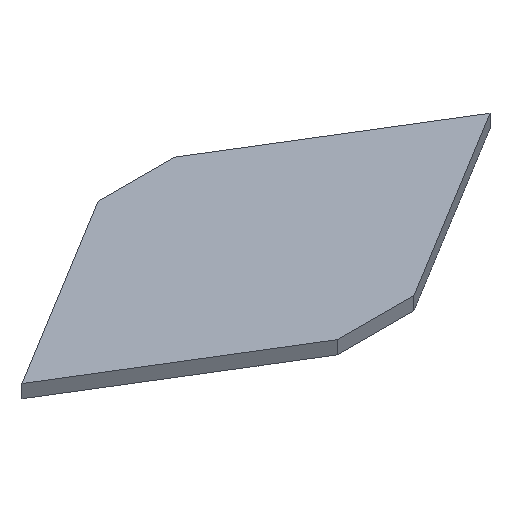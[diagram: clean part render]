
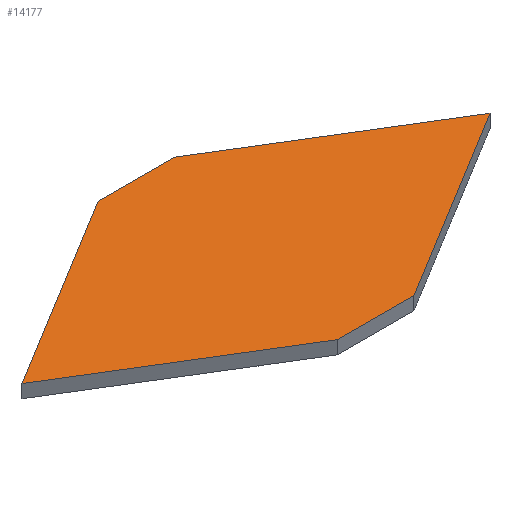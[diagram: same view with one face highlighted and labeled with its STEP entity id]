
A CAD part, isometric view. The second image highlights one B-rep face of the part: STEP entity #14177.
In plain terms, the highlighted planar face has unit normal (0, 0, 1).
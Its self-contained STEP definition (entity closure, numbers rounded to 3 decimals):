
#13709 = VERTEX_POINT('',#13710);
#13710 = CARTESIAN_POINT('',(169.009,-88.896,1.6));
#13717 = PLANE('',#13718);
#13718 = AXIS2_PLACEMENT_3D('',#13719,#13720,#13721);
#13719 = CARTESIAN_POINT('',(169.009,-88.896,0.));
#13720 = DIRECTION('',(0.522,-0.853,0.));
#13721 = DIRECTION('',(-0.853,-0.522,0.));
#13729 = PLANE('',#13730);
#13730 = AXIS2_PLACEMENT_3D('',#13731,#13732,#13733);
#13731 = CARTESIAN_POINT('',(145.154,-74.294,0.));
#13732 = DIRECTION('',(0.522,0.853,0.));
#13733 = DIRECTION('',(0.853,-0.522,0.));
#13741 = EDGE_CURVE('',#13709,#13742,#13744,.T.);
#13742 = VERTEX_POINT('',#13743);
#13743 = CARTESIAN_POINT('',(145.154,-103.498,1.6));
#13744 = SURFACE_CURVE('',#13745,(#13749,#13756),.PCURVE_S1.);
#13745 = LINE('',#13746,#13747);
#13746 = CARTESIAN_POINT('',(169.009,-88.896,1.6));
#13747 = VECTOR('',#13748,1.);
#13748 = DIRECTION('',(-0.853,-0.522,0.));
#13749 = PCURVE('',#13717,#13750);
#13750 = DEFINITIONAL_REPRESENTATION('',(#13751),#13755);
#13751 = LINE('',#13752,#13753);
#13752 = CARTESIAN_POINT('',(0.,-1.6));
#13753 = VECTOR('',#13754,1.);
#13754 = DIRECTION('',(1.,0.));
#13755 = ( GEOMETRIC_REPRESENTATION_CONTEXT(2) 
PARAMETRIC_REPRESENTATION_CONTEXT() REPRESENTATION_CONTEXT('2D SPACE',''
  ) );
#13756 = PCURVE('',#13757,#13762);
#13757 = PLANE('',#13758);
#13758 = AXIS2_PLACEMENT_3D('',#13759,#13760,#13761);
#13759 = CARTESIAN_POINT('',(140.527,-88.896,1.6));
#13760 = DIRECTION('',(0.,0.,-1.));
#13761 = DIRECTION('',(-1.,0.,0.));
#13762 = DEFINITIONAL_REPRESENTATION('',(#13763),#13767);
#13763 = LINE('',#13764,#13765);
#13764 = CARTESIAN_POINT('',(-28.482,0.));
#13765 = VECTOR('',#13766,1.);
#13766 = DIRECTION('',(0.853,-0.522));
#13767 = ( GEOMETRIC_REPRESENTATION_CONTEXT(2) 
PARAMETRIC_REPRESENTATION_CONTEXT() REPRESENTATION_CONTEXT('2D SPACE',''
  ) );
#13785 = PLANE('',#13786);
#13786 = AXIS2_PLACEMENT_3D('',#13787,#13788,#13789);
#13787 = CARTESIAN_POINT('',(145.154,-103.498,0.));
#13788 = DIRECTION('',(0.,-1.,0.));
#13789 = DIRECTION('',(-1.,0.,0.));
#13827 = EDGE_CURVE('',#13742,#13828,#13830,.T.);
#13828 = VERTEX_POINT('',#13829);
#13829 = CARTESIAN_POINT('',(135.901,-103.498,1.6));
#13830 = SURFACE_CURVE('',#13831,(#13835,#13842),.PCURVE_S1.);
#13831 = LINE('',#13832,#13833);
#13832 = CARTESIAN_POINT('',(145.154,-103.498,1.6));
#13833 = VECTOR('',#13834,1.);
#13834 = DIRECTION('',(-1.,0.,0.));
#13835 = PCURVE('',#13785,#13836);
#13836 = DEFINITIONAL_REPRESENTATION('',(#13837),#13841);
#13837 = LINE('',#13838,#13839);
#13838 = CARTESIAN_POINT('',(0.,-1.6));
#13839 = VECTOR('',#13840,1.);
#13840 = DIRECTION('',(1.,0.));
#13841 = ( GEOMETRIC_REPRESENTATION_CONTEXT(2) 
PARAMETRIC_REPRESENTATION_CONTEXT() REPRESENTATION_CONTEXT('2D SPACE',''
  ) );
#13842 = PCURVE('',#13757,#13843);
#13843 = DEFINITIONAL_REPRESENTATION('',(#13844),#13848);
#13844 = LINE('',#13845,#13846);
#13845 = CARTESIAN_POINT('',(-4.627,-14.602));
#13846 = VECTOR('',#13847,1.);
#13847 = DIRECTION('',(1.,0.));
#13848 = ( GEOMETRIC_REPRESENTATION_CONTEXT(2) 
PARAMETRIC_REPRESENTATION_CONTEXT() REPRESENTATION_CONTEXT('2D SPACE',''
  ) );
#13866 = PLANE('',#13867);
#13867 = AXIS2_PLACEMENT_3D('',#13868,#13869,#13870);
#13868 = CARTESIAN_POINT('',(135.901,-103.498,0.));
#13869 = DIRECTION('',(-0.522,-0.853,0.));
#13870 = DIRECTION('',(-0.853,0.522,0.));
#13903 = EDGE_CURVE('',#13828,#13904,#13906,.T.);
#13904 = VERTEX_POINT('',#13905);
#13905 = CARTESIAN_POINT('',(112.046,-88.896,1.6));
#13906 = SURFACE_CURVE('',#13907,(#13911,#13918),.PCURVE_S1.);
#13907 = LINE('',#13908,#13909);
#13908 = CARTESIAN_POINT('',(135.901,-103.498,1.6));
#13909 = VECTOR('',#13910,1.);
#13910 = DIRECTION('',(-0.853,0.522,0.));
#13911 = PCURVE('',#13866,#13912);
#13912 = DEFINITIONAL_REPRESENTATION('',(#13913),#13917);
#13913 = LINE('',#13914,#13915);
#13914 = CARTESIAN_POINT('',(0.,-1.6));
#13915 = VECTOR('',#13916,1.);
#13916 = DIRECTION('',(1.,0.));
#13917 = ( GEOMETRIC_REPRESENTATION_CONTEXT(2) 
PARAMETRIC_REPRESENTATION_CONTEXT() REPRESENTATION_CONTEXT('2D SPACE',''
  ) );
#13918 = PCURVE('',#13757,#13919);
#13919 = DEFINITIONAL_REPRESENTATION('',(#13920),#13924);
#13920 = LINE('',#13921,#13922);
#13921 = CARTESIAN_POINT('',(4.627,-14.602));
#13922 = VECTOR('',#13923,1.);
#13923 = DIRECTION('',(0.853,0.522));
#13924 = ( GEOMETRIC_REPRESENTATION_CONTEXT(2) 
PARAMETRIC_REPRESENTATION_CONTEXT() REPRESENTATION_CONTEXT('2D SPACE',''
  ) );
#13942 = PLANE('',#13943);
#13943 = AXIS2_PLACEMENT_3D('',#13944,#13945,#13946);
#13944 = CARTESIAN_POINT('',(112.046,-88.896,0.));
#13945 = DIRECTION('',(-0.522,0.853,0.));
#13946 = DIRECTION('',(0.853,0.522,0.));
#13979 = EDGE_CURVE('',#13904,#13980,#13982,.T.);
#13980 = VERTEX_POINT('',#13981);
#13981 = CARTESIAN_POINT('',(135.901,-74.294,1.6));
#13982 = SURFACE_CURVE('',#13983,(#13987,#13994),.PCURVE_S1.);
#13983 = LINE('',#13984,#13985);
#13984 = CARTESIAN_POINT('',(112.046,-88.896,1.6));
#13985 = VECTOR('',#13986,1.);
#13986 = DIRECTION('',(0.853,0.522,0.));
#13987 = PCURVE('',#13942,#13988);
#13988 = DEFINITIONAL_REPRESENTATION('',(#13989),#13993);
#13989 = LINE('',#13990,#13991);
#13990 = CARTESIAN_POINT('',(0.,-1.6));
#13991 = VECTOR('',#13992,1.);
#13992 = DIRECTION('',(1.,0.));
#13993 = ( GEOMETRIC_REPRESENTATION_CONTEXT(2) 
PARAMETRIC_REPRESENTATION_CONTEXT() REPRESENTATION_CONTEXT('2D SPACE',''
  ) );
#13994 = PCURVE('',#13757,#13995);
#13995 = DEFINITIONAL_REPRESENTATION('',(#13996),#14000);
#13996 = LINE('',#13997,#13998);
#13997 = CARTESIAN_POINT('',(28.482,0.));
#13998 = VECTOR('',#13999,1.);
#13999 = DIRECTION('',(-0.853,0.522));
#14000 = ( GEOMETRIC_REPRESENTATION_CONTEXT(2) 
PARAMETRIC_REPRESENTATION_CONTEXT() REPRESENTATION_CONTEXT('2D SPACE',''
  ) );
#14018 = PLANE('',#14019);
#14019 = AXIS2_PLACEMENT_3D('',#14020,#14021,#14022);
#14020 = CARTESIAN_POINT('',(135.901,-74.294,0.));
#14021 = DIRECTION('',(0.,1.,0.));
#14022 = DIRECTION('',(1.,0.,0.));
#14055 = EDGE_CURVE('',#13980,#14056,#14058,.T.);
#14056 = VERTEX_POINT('',#14057);
#14057 = CARTESIAN_POINT('',(145.154,-74.294,1.6));
#14058 = SURFACE_CURVE('',#14059,(#14063,#14070),.PCURVE_S1.);
#14059 = LINE('',#14060,#14061);
#14060 = CARTESIAN_POINT('',(135.901,-74.294,1.6));
#14061 = VECTOR('',#14062,1.);
#14062 = DIRECTION('',(1.,0.,0.));
#14063 = PCURVE('',#14018,#14064);
#14064 = DEFINITIONAL_REPRESENTATION('',(#14065),#14069);
#14065 = LINE('',#14066,#14067);
#14066 = CARTESIAN_POINT('',(0.,-1.6));
#14067 = VECTOR('',#14068,1.);
#14068 = DIRECTION('',(1.,0.));
#14069 = ( GEOMETRIC_REPRESENTATION_CONTEXT(2) 
PARAMETRIC_REPRESENTATION_CONTEXT() REPRESENTATION_CONTEXT('2D SPACE',''
  ) );
#14070 = PCURVE('',#13757,#14071);
#14071 = DEFINITIONAL_REPRESENTATION('',(#14072),#14076);
#14072 = LINE('',#14073,#14074);
#14073 = CARTESIAN_POINT('',(4.627,14.602));
#14074 = VECTOR('',#14075,1.);
#14075 = DIRECTION('',(-1.,0.));
#14076 = ( GEOMETRIC_REPRESENTATION_CONTEXT(2) 
PARAMETRIC_REPRESENTATION_CONTEXT() REPRESENTATION_CONTEXT('2D SPACE',''
  ) );
#14126 = EDGE_CURVE('',#14056,#13709,#14127,.T.);
#14127 = SURFACE_CURVE('',#14128,(#14132,#14139),.PCURVE_S1.);
#14128 = LINE('',#14129,#14130);
#14129 = CARTESIAN_POINT('',(145.154,-74.294,1.6));
#14130 = VECTOR('',#14131,1.);
#14131 = DIRECTION('',(0.853,-0.522,0.));
#14132 = PCURVE('',#13729,#14133);
#14133 = DEFINITIONAL_REPRESENTATION('',(#14134),#14138);
#14134 = LINE('',#14135,#14136);
#14135 = CARTESIAN_POINT('',(0.,-1.6));
#14136 = VECTOR('',#14137,1.);
#14137 = DIRECTION('',(1.,0.));
#14138 = ( GEOMETRIC_REPRESENTATION_CONTEXT(2) 
PARAMETRIC_REPRESENTATION_CONTEXT() REPRESENTATION_CONTEXT('2D SPACE',''
  ) );
#14139 = PCURVE('',#13757,#14140);
#14140 = DEFINITIONAL_REPRESENTATION('',(#14141),#14145);
#14141 = LINE('',#14142,#14143);
#14142 = CARTESIAN_POINT('',(-4.627,14.602));
#14143 = VECTOR('',#14144,1.);
#14144 = DIRECTION('',(-0.853,-0.522));
#14145 = ( GEOMETRIC_REPRESENTATION_CONTEXT(2) 
PARAMETRIC_REPRESENTATION_CONTEXT() REPRESENTATION_CONTEXT('2D SPACE',''
  ) );
#14177 = ADVANCED_FACE('',(#14178),#13757,.F.);
#14178 = FACE_BOUND('',#14179,.F.);
#14179 = EDGE_LOOP('',(#14180,#14181,#14182,#14183,#14184,#14185));
#14180 = ORIENTED_EDGE('',*,*,#13741,.T.);
#14181 = ORIENTED_EDGE('',*,*,#13827,.T.);
#14182 = ORIENTED_EDGE('',*,*,#13903,.T.);
#14183 = ORIENTED_EDGE('',*,*,#13979,.T.);
#14184 = ORIENTED_EDGE('',*,*,#14055,.T.);
#14185 = ORIENTED_EDGE('',*,*,#14126,.T.);
